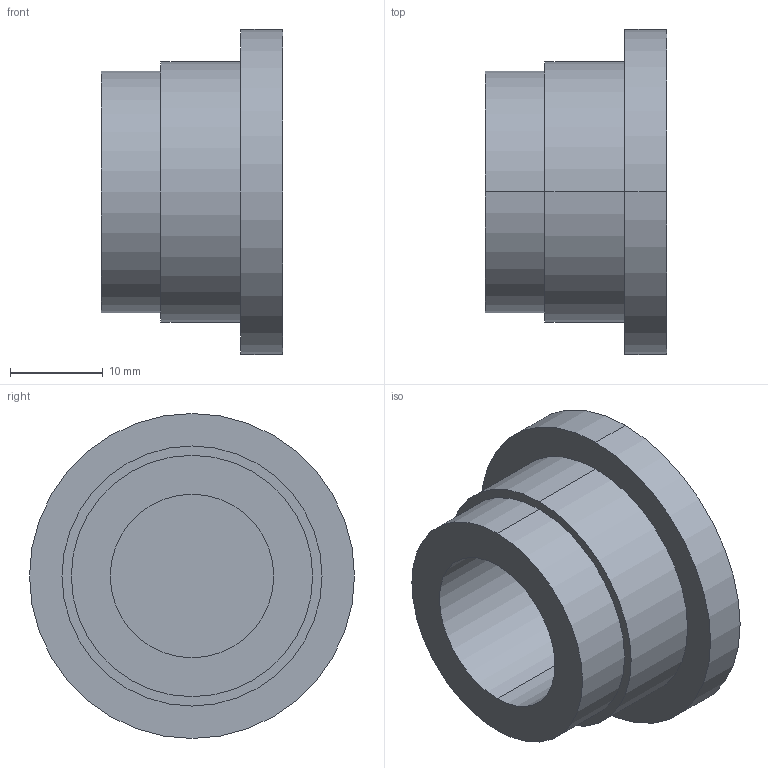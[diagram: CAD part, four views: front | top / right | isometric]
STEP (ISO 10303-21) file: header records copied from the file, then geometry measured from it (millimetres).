
FILE_DESCRIPTION(('STEP AP214'),'1');
FILE_NAME(' ',' ',('TraceParts'),('TraceParts S.A.'),'XStep 1.0',' ',' ');
FILE_SCHEMA(('automotive_design'));
Length unit declared in the file: millimetre
Products named in the file (1): 1
Bounding box: 19.5 x 35 x 35 mm (x, y, z)
Volume: 8201.1 mm3; surface area: 4731.9 mm2
Topology: 1 solids, 1 shells, 26 faces, 54 edges, 36 vertices
Faces by surface type: cylinder 12, plane 12, cone 2
Entity records: 1388 total; most frequent: DIRECTION 136, CARTESIAN_POINT 125, STYLED_ITEM 117, PRESENTATION_STYLE_ASSIGNMENT 117, COLOUR_RGB 117, ORIENTED_EDGE 108, AXIS2_PLACEMENT_3D 59, EDGE_CURVE 54
